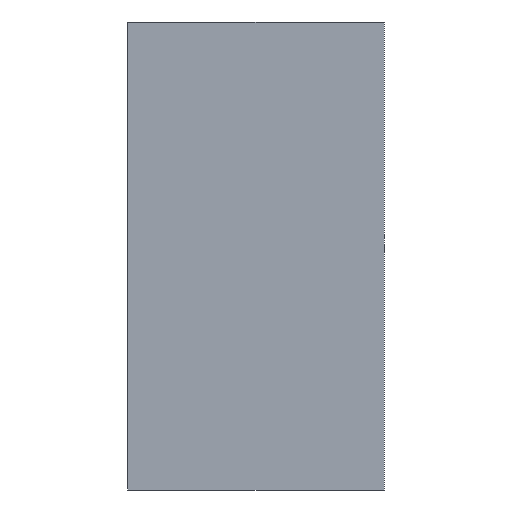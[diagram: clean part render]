
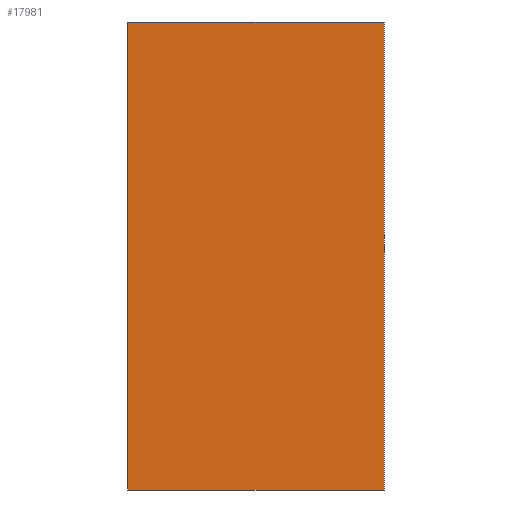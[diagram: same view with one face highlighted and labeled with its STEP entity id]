
A CAD part, front view. The second image highlights one B-rep face of the part: STEP entity #17981.
In plain terms, the highlighted planar face has unit normal (0, -1, 0).
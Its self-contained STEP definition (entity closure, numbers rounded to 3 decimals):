
#1222 = EDGE_CURVE ( 'NONE', #36655, #26939, #10853, .T. ) ;
#2961 = VECTOR ( 'NONE', #11382, 39.37 ) ;
#3688 = CARTESIAN_POINT ( 'NONE',  ( 25.5, -3.25, 45.5 ) ) ;
#5457 = DIRECTION ( 'NONE',  ( 0., 0., 1. ) ) ;
#7213 = EDGE_CURVE ( 'NONE', #33694, #36655, #44763, .T. ) ;
#8042 = FACE_OUTER_BOUND ( 'NONE', #25931, .T. ) ;
#8358 = VECTOR ( 'NONE', #16684, 39.37 ) ;
#10853 = LINE ( 'NONE', #47883, #34476 ) ;
#11150 = EDGE_CURVE ( 'NONE', #32045, #33694, #36804, .T. ) ;
#11382 = DIRECTION ( 'NONE',  ( -1., 0., 0. ) ) ;
#12955 = CARTESIAN_POINT ( 'NONE',  ( 0., -3.25, 0. ) ) ;
#13038 = DIRECTION ( 'NONE',  ( 0., 0., 1. ) ) ;
#13738 = CARTESIAN_POINT ( 'NONE',  ( -14.5, -3.25, -27.5 ) ) ;
#16684 = DIRECTION ( 'NONE',  ( 0., 0., -1. ) ) ;
#17981 = ADVANCED_FACE ( 'NONE', ( #8042 ), #37380, .F. ) ;
#25931 = EDGE_LOOP ( 'NONE', ( #45685, #39527, #51152, #33194 ) ) ;
#26057 = CARTESIAN_POINT ( 'NONE',  ( 25.5, -3.25, -27.5 ) ) ;
#26598 = CARTESIAN_POINT ( 'NONE',  ( -14.5, -3.25, 45.5 ) ) ;
#26939 = VERTEX_POINT ( 'NONE', #26057 ) ;
#28860 = VECTOR ( 'NONE', #13038, 39.37 ) ;
#31328 = DIRECTION ( 'NONE',  ( 1., 0., 0. ) ) ;
#32045 = VERTEX_POINT ( 'NONE', #3688 ) ;
#33194 = ORIENTED_EDGE ( 'NONE', *, *, #1222, .T. ) ;
#33694 = VERTEX_POINT ( 'NONE', #41069 ) ;
#34476 = VECTOR ( 'NONE', #31328, 39.37 ) ;
#35564 = EDGE_CURVE ( 'NONE', #26939, #32045, #47377, .T. ) ;
#36056 = CARTESIAN_POINT ( 'NONE',  ( 25.5, -3.25, -27.5 ) ) ;
#36655 = VERTEX_POINT ( 'NONE', #13738 ) ;
#36804 = LINE ( 'NONE', #26598, #2961 ) ;
#37380 = PLANE ( 'NONE',  #50151 ) ;
#39527 = ORIENTED_EDGE ( 'NONE', *, *, #11150, .T. ) ;
#41069 = CARTESIAN_POINT ( 'NONE',  ( -14.5, -3.25, 45.5 ) ) ;
#41261 = CARTESIAN_POINT ( 'NONE',  ( -14.5, -3.25, -27.5 ) ) ;
#44763 = LINE ( 'NONE', #41261, #8358 ) ;
#45685 = ORIENTED_EDGE ( 'NONE', *, *, #35564, .T. ) ;
#45782 = DIRECTION ( 'NONE',  ( 0., 1., 0. ) ) ;
#47377 = LINE ( 'NONE', #36056, #28860 ) ;
#47883 = CARTESIAN_POINT ( 'NONE',  ( -14.5, -3.25, -27.5 ) ) ;
#50151 = AXIS2_PLACEMENT_3D ( 'NONE', #12955, #45782, #5457 ) ;
#51152 = ORIENTED_EDGE ( 'NONE', *, *, #7213, .T. ) ;
